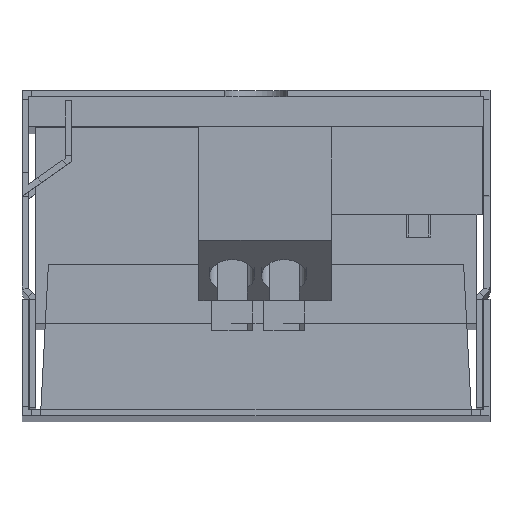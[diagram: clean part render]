
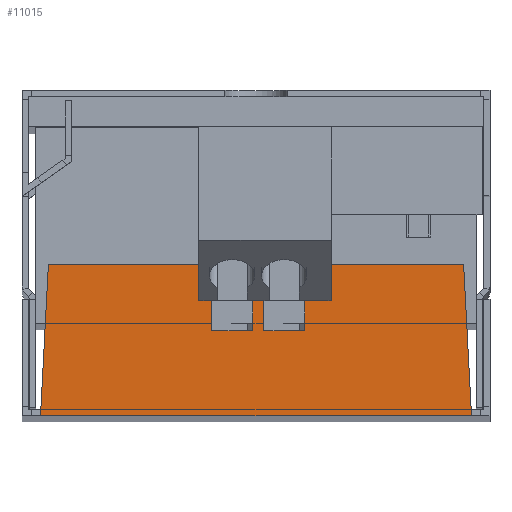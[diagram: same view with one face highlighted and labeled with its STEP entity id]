
A CAD part, top view. The second image highlights one B-rep face of the part: STEP entity #11015.
In plain terms, the highlighted face is planar.
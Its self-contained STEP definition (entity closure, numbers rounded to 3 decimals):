
#181 = VERTEX_POINT ( 'NONE', #13277 ) ;
#397 = EDGE_CURVE ( 'NONE', #7759, #19829, #9899, .T. ) ;
#463 = CARTESIAN_POINT ( 'NONE',  ( -14.259, 117., 21.5 ) ) ;
#1079 = CARTESIAN_POINT ( 'NONE',  ( -13.751, 117., 11.5 ) ) ;
#1537 = CARTESIAN_POINT ( 'NONE',  ( -14.247, 117., 21. ) ) ;
#2069 = CARTESIAN_POINT ( 'NONE',  ( -12.802, 117., 11.5 ) ) ;
#2522 = CARTESIAN_POINT ( 'NONE',  ( 14.259, 117., 21.5 ) ) ;
#2671 = VERTEX_POINT ( 'NONE', #1079 ) ;
#3269 = DIRECTION ( 'NONE',  ( 0.052, 0., 0.999 ) ) ;
#3517 = DIRECTION ( 'NONE',  ( 1., 0., 0. ) ) ;
#3797 = EDGE_CURVE ( 'NONE', #11224, #181, #19294, .T. ) ;
#5138 = VECTOR ( 'NONE', #15746, 1000. ) ;
#5850 = CARTESIAN_POINT ( 'NONE',  ( -7.492, 117., 21.5 ) ) ;
#7287 = EDGE_CURVE ( 'NONE', #2671, #11224, #11361, .T. ) ;
#7425 = AXIS2_PLACEMENT_3D ( 'NONE', #5850, #8838, #8740 ) ;
#7541 = VECTOR ( 'NONE', #16342, 1000. ) ;
#7640 = CARTESIAN_POINT ( 'NONE',  ( -14.258, 117., 21.4 ) ) ;
#7759 = VERTEX_POINT ( 'NONE', #15445 ) ;
#8321 = ORIENTED_EDGE ( 'NONE', *, *, #7287, .F. ) ;
#8740 = DIRECTION ( 'NONE',  ( 1., 0., 0. ) ) ;
#8838 = DIRECTION ( 'NONE',  ( 0., -1., 0. ) ) ;
#8931 = FACE_OUTER_BOUND ( 'NONE', #19796, .T. ) ;
#9093 = CARTESIAN_POINT ( 'NONE',  ( -14.25, 117., 21.1 ) ) ;
#9729 = EDGE_CURVE ( 'NONE', #12308, #19829, #14882, .T. ) ;
#9740 = CARTESIAN_POINT ( 'NONE',  ( -14.244, 117., 20.9 ) ) ;
#9899 = LINE ( 'NONE', #10011, #7541 ) ;
#10011 = CARTESIAN_POINT ( 'NONE',  ( -15.1, 117., 21.5 ) ) ;
#10578 = VECTOR ( 'NONE', #3517, 1000. ) ;
#10651 = ORIENTED_EDGE ( 'NONE', *, *, #397, .F. ) ;
#11015 = ADVANCED_FACE ( 'NONE', ( #8931 ), #18048, .F. ) ;
#11224 = VERTEX_POINT ( 'NONE', #15093 ) ;
#11361 = LINE ( 'NONE', #2069, #10578 ) ;
#11732 = ORIENTED_EDGE ( 'NONE', *, *, #9729, .T. ) ;
#11921 = CARTESIAN_POINT ( 'NONE',  ( 14.256, 117., 21.326 ) ) ;
#12101 = ORIENTED_EDGE ( 'NONE', *, *, #3797, .F. ) ;
#12308 = VERTEX_POINT ( 'NONE', #19042 ) ;
#12390 = CARTESIAN_POINT ( 'NONE',  ( -14.253, 117., 21.2 ) ) ;
#12936 = B_SPLINE_CURVE_WITH_KNOTS ( 'NONE', 3,
 ( #18139, #20094, #15006, #13546, #11921, #15326, #2522 ),
 .UNSPECIFIED., .F., .F.,
 ( 4, 3, 4 ),
 ( 0.002, 0.002, 0.002 ),
 .UNSPECIFIED. ) ;
#13277 = CARTESIAN_POINT ( 'NONE',  ( 14.244, 117., 20.9 ) ) ;
#13516 = VECTOR ( 'NONE', #3269, 1000. ) ;
#13546 = CARTESIAN_POINT ( 'NONE',  ( 14.254, 117., 21.24 ) ) ;
#14267 = ORIENTED_EDGE ( 'NONE', *, *, #15140, .F. ) ;
#14402 = EDGE_CURVE ( 'NONE', #181, #7759, #12936, .T. ) ;
#14882 = B_SPLINE_CURVE_WITH_KNOTS ( 'NONE', 3,
 ( #15493, #1537, #9093, #12390, #18804, #7640, #20157 ),
 .UNSPECIFIED., .F., .F.,
 ( 4, 3, 4 ),
 ( 0., 0., 0.001 ),
 .UNSPECIFIED. ) ;
#15006 = CARTESIAN_POINT ( 'NONE',  ( 14.251, 117., 21.126 ) ) ;
#15093 = CARTESIAN_POINT ( 'NONE',  ( 13.751, 117., 11.5 ) ) ;
#15140 = EDGE_CURVE ( 'NONE', #12308, #2671, #16058, .T. ) ;
#15326 = CARTESIAN_POINT ( 'NONE',  ( 14.258, 117., 21.413 ) ) ;
#15445 = CARTESIAN_POINT ( 'NONE',  ( 14.259, 117., 21.5 ) ) ;
#15493 = CARTESIAN_POINT ( 'NONE',  ( -14.244, 117., 20.9 ) ) ;
#15746 = DIRECTION ( 'NONE',  ( 0.052, 0., -0.999 ) ) ;
#16058 = LINE ( 'NONE', #9740, #5138 ) ;
#16342 = DIRECTION ( 'NONE',  ( -1., 0., 0. ) ) ;
#17860 = CARTESIAN_POINT ( 'NONE',  ( 13.801, 117., 12.448 ) ) ;
#18048 = PLANE ( 'NONE',  #7425 ) ;
#18139 = CARTESIAN_POINT ( 'NONE',  ( 14.244, 117., 20.9 ) ) ;
#18804 = CARTESIAN_POINT ( 'NONE',  ( -14.256, 117., 21.3 ) ) ;
#18941 = ORIENTED_EDGE ( 'NONE', *, *, #14402, .F. ) ;
#19042 = CARTESIAN_POINT ( 'NONE',  ( -14.244, 117., 20.9 ) ) ;
#19294 = LINE ( 'NONE', #17860, #13516 ) ;
#19796 = EDGE_LOOP ( 'NONE', ( #14267, #11732, #10651, #18941, #12101, #8321 ) ) ;
#19829 = VERTEX_POINT ( 'NONE', #463 ) ;
#20094 = CARTESIAN_POINT ( 'NONE',  ( 14.247, 117., 21.013 ) ) ;
#20157 = CARTESIAN_POINT ( 'NONE',  ( -14.259, 117., 21.5 ) ) ;
